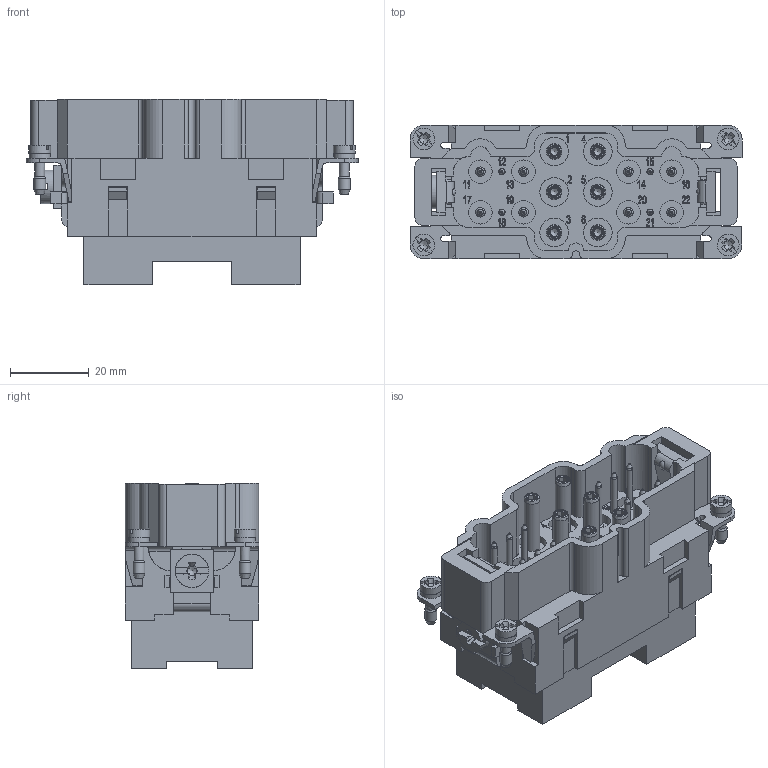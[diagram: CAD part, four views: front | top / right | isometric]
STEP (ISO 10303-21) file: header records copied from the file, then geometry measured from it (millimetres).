
FILE_DESCRIPTION(/* description */ (''),/* implementation_level */ '2;1');
FILE_NAME(/* name */ '100095496ugm000_d.stp',/* time_stamp */ '2019-04-02T09:14:06+02:00',/* author */ (''),/* organization */ (''),/* preprocessor_version */ 'ST-DEVELOPER v16.7',/* originating_system */ 'SIEMENS PLM Software NX 12.0',/* authorisation */ '');
FILE_SCHEMA (('AUTOMOTIVE_DESIGN { 1 0 10303 214 3 1 1 1 }'));
Products named in the file (1): 100095496ugm000_d
Bounding box: 84.5 x 34 x 47.2 mm (x, y, z)
Volume: 64168.5 mm3; surface area: 28486.2 mm2
Topology: 1 solids, 1 shells, 1821 faces, 5024 edges, 3437 vertices
Faces by surface type: plane 1251, cylinder 216, extrusion 170, cone 123, bspline 37, torus 18, sphere 6
Full cylindrical faces by diameter (mm): 0.4 x2, 0.911 x1, 1.077 x1, 1.585 x12, 1.8 x8, 2 x6, 2.45 x8, 2.5 x4, 3 x4, 3.242 x1, 3.6 x12, 3.92 x6, 3.97 x6, 5.3 x4, 5.5 x4, 6 x8, 6.25 x12, 7.3 x6, 8.5 x1
Entity records: 75525 total; most frequent: CARTESIAN_POINT 19855, ORIENTED_EDGE 9202, DIRECTION 7497, EDGE_CURVE 4601, VERTEX_POINT 3193, VECTOR 2823, LINE 2653, AXIS2_PLACEMENT_3D 2337
